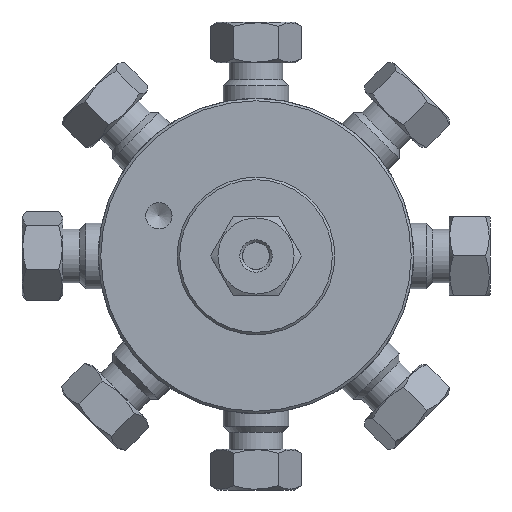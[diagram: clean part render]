
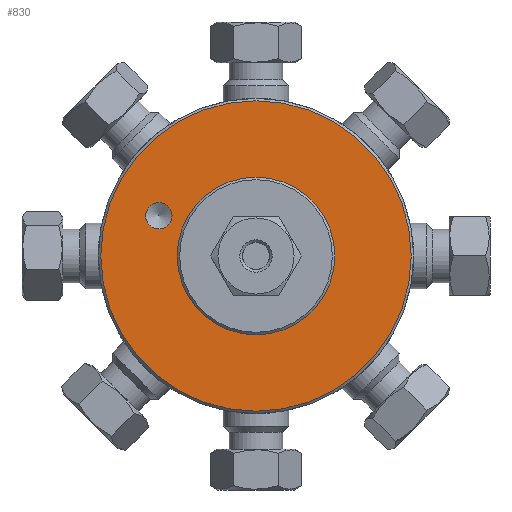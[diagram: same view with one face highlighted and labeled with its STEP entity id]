
A CAD part, left-side view. The second image highlights one B-rep face of the part: STEP entity #830.
In plain terms, the highlighted planar face has unit normal (-1, 0, 0).
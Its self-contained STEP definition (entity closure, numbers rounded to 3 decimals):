
#759=CARTESIAN_POINT('',(6.35,18.75,0.));
#760=VERTEX_POINT('',#759);
#761=CARTESIAN_POINT('',(6.35,0.,0.0));
#762=DIRECTION('',(1.0,0.0,0.0));
#763=DIRECTION('',(0.0,-1.0,0.0));
#764=AXIS2_PLACEMENT_3D('',#761,#762,#763);
#765=CIRCLE('',#764,18.75);
#766=EDGE_CURVE('',#760,#760,#765,.T.);
#787=CARTESIAN_POINT('',(6.35,11.733,6.448));
#788=VERTEX_POINT('',#787);
#789=CARTESIAN_POINT('',(6.35,11.733,4.86));
#790=DIRECTION('',(1.0,0.0,0.0));
#791=DIRECTION('',(0.0,0.0,1.0));
#792=AXIS2_PLACEMENT_3D('',#789,#790,#791);
#793=CIRCLE('',#792,1.588);
#794=EDGE_CURVE('',#788,#788,#793,.T.);
#808=CARTESIAN_POINT('',(6.35,14.288,0.0));
#809=DIRECTION('',(-1.0,0.0,0.0));
#810=DIRECTION('',(0.0,0.0,1.0));
#811=AXIS2_PLACEMENT_3D('',#808,#809,#810);
#812=PLANE('',#811);
#813=ORIENTED_EDGE('',*,*,#766,.F.);
#814=EDGE_LOOP('',(#813));
#815=FACE_OUTER_BOUND('',#814,.T.);
#816=ORIENTED_EDGE('',*,*,#794,.T.);
#817=EDGE_LOOP('',(#816));
#818=FACE_BOUND('',#817,.T.);
#819=CARTESIAN_POINT('',(6.35,9.525,0.0));
#820=VERTEX_POINT('',#819);
#821=CARTESIAN_POINT('',(6.35,0.,0.0));
#822=DIRECTION('',(1.0,0.0,0.0));
#823=DIRECTION('',(0.0,1.0,0.0));
#824=AXIS2_PLACEMENT_3D('',#821,#822,#823);
#825=CIRCLE('',#824,9.525);
#826=EDGE_CURVE('',#820,#820,#825,.T.);
#827=ORIENTED_EDGE('',*,*,#826,.T.);
#828=EDGE_LOOP('',(#827));
#829=FACE_BOUND('',#828,.T.);
#830=ADVANCED_FACE('',(#815,#818,#829),#812,.T.);
